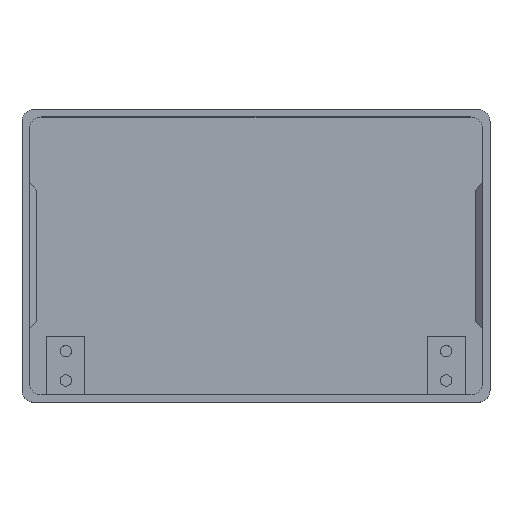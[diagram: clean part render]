
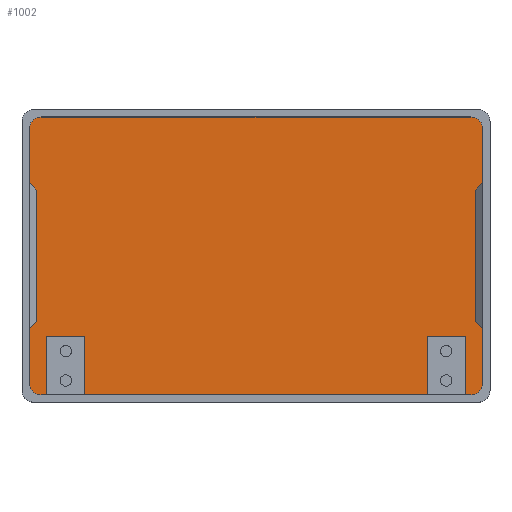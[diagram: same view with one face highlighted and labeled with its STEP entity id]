
A CAD part, top view. The second image highlights one B-rep face of the part: STEP entity #1002.
In plain terms, the highlighted planar face has unit normal (0, 0, 1).
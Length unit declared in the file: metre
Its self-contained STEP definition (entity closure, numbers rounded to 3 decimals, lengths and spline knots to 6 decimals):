
#24=CIRCLE('',#1072,0.004);
#25=CIRCLE('',#1073,0.004);
#26=CIRCLE('',#1074,0.004);
#27=CIRCLE('',#1075,0.004);
#96=ORIENTED_EDGE('',*,*,#384,.F.);
#97=ORIENTED_EDGE('',*,*,#385,.T.);
#98=ORIENTED_EDGE('',*,*,#386,.T.);
#99=ORIENTED_EDGE('',*,*,#367,.F.);
#100=ORIENTED_EDGE('',*,*,#387,.T.);
#101=ORIENTED_EDGE('',*,*,#388,.F.);
#102=ORIENTED_EDGE('',*,*,#389,.T.);
#103=ORIENTED_EDGE('',*,*,#346,.T.);
#104=ORIENTED_EDGE('',*,*,#390,.F.);
#105=ORIENTED_EDGE('',*,*,#343,.T.);
#106=ORIENTED_EDGE('',*,*,#391,.T.);
#107=ORIENTED_EDGE('',*,*,#350,.T.);
#108=ORIENTED_EDGE('',*,*,#392,.T.);
#109=ORIENTED_EDGE('',*,*,#393,.T.);
#110=ORIENTED_EDGE('',*,*,#394,.T.);
#111=ORIENTED_EDGE('',*,*,#370,.F.);
#112=ORIENTED_EDGE('',*,*,#395,.F.);
#113=ORIENTED_EDGE('',*,*,#396,.F.);
#114=ORIENTED_EDGE('',*,*,#397,.T.);
#115=ORIENTED_EDGE('',*,*,#355,.F.);
#343=EDGE_CURVE('',#485,#487,#583,.T.);
#346=EDGE_CURVE('',#491,#490,#586,.T.);
#350=EDGE_CURVE('',#495,#494,#590,.T.);
#355=EDGE_CURVE('',#499,#500,#595,.T.);
#367=EDGE_CURVE('',#511,#509,#607,.T.);
#370=EDGE_CURVE('',#514,#515,#610,.T.);
#384=EDGE_CURVE('',#528,#499,#624,.T.);
#385=EDGE_CURVE('',#528,#529,#625,.T.);
#386=EDGE_CURVE('',#529,#509,#626,.T.);
#387=EDGE_CURVE('',#511,#530,#24,.T.);
#388=EDGE_CURVE('',#531,#530,#627,.T.);
#389=EDGE_CURVE('',#531,#491,#25,.T.);
#390=EDGE_CURVE('',#485,#490,#628,.T.);
#391=EDGE_CURVE('',#487,#495,#629,.T.);
#392=EDGE_CURVE('',#494,#532,#26,.T.);
#393=EDGE_CURVE('',#532,#533,#630,.T.);
#394=EDGE_CURVE('',#533,#515,#27,.T.);
#395=EDGE_CURVE('',#534,#514,#631,.T.);
#396=EDGE_CURVE('',#535,#534,#632,.T.);
#397=EDGE_CURVE('',#535,#500,#633,.T.);
#485=VERTEX_POINT('',#1439);
#487=VERTEX_POINT('',#1443);
#490=VERTEX_POINT('',#1450);
#491=VERTEX_POINT('',#1452);
#494=VERTEX_POINT('',#1458);
#495=VERTEX_POINT('',#1460);
#499=VERTEX_POINT('',#1469);
#500=VERTEX_POINT('',#1471);
#509=VERTEX_POINT('',#1490);
#511=VERTEX_POINT('',#1494);
#514=VERTEX_POINT('',#1501);
#515=VERTEX_POINT('',#1503);
#528=VERTEX_POINT('',#1532);
#529=VERTEX_POINT('',#1534);
#530=VERTEX_POINT('',#1537);
#531=VERTEX_POINT('',#1539);
#532=VERTEX_POINT('',#1544);
#533=VERTEX_POINT('',#1546);
#534=VERTEX_POINT('',#1549);
#535=VERTEX_POINT('',#1551);
#583=LINE('',#1444,#703);
#586=LINE('',#1451,#706);
#590=LINE('',#1459,#710);
#595=LINE('',#1470,#715);
#607=LINE('',#1495,#727);
#610=LINE('',#1502,#730);
#624=LINE('',#1531,#744);
#625=LINE('',#1533,#745);
#626=LINE('',#1535,#746);
#627=LINE('',#1538,#747);
#628=LINE('',#1541,#748);
#629=LINE('',#1542,#749);
#630=LINE('',#1545,#750);
#631=LINE('',#1548,#751);
#632=LINE('',#1550,#752);
#633=LINE('',#1552,#753);
#703=VECTOR('',#1156,1.);
#706=VECTOR('',#1161,1.);
#710=VECTOR('',#1165,1.);
#715=VECTOR('',#1172,1.);
#727=VECTOR('',#1186,1.);
#730=VECTOR('',#1191,1.);
#744=VECTOR('',#1209,1.);
#745=VECTOR('',#1210,1.);
#746=VECTOR('',#1211,1.);
#747=VECTOR('',#1214,1.);
#748=VECTOR('',#1217,1.);
#749=VECTOR('',#1218,1.);
#750=VECTOR('',#1221,1.);
#751=VECTOR('',#1224,1.);
#752=VECTOR('',#1225,1.);
#753=VECTOR('',#1226,1.);
#825=EDGE_LOOP('',(#96,#97,#98,#99,#100,#101,#102,#103,#104,#105,#106,#107,
#108,#109,#110,#111,#112,#113,#114,#115));
#893=FACE_BOUND('',#825,.T.);
#958=PLANE('',#1071);
#1002=ADVANCED_FACE('',(#893),#958,.T.);
#1071=AXIS2_PLACEMENT_3D('',#1530,#1207,#1208);
#1072=AXIS2_PLACEMENT_3D('',#1536,#1212,#1213);
#1073=AXIS2_PLACEMENT_3D('',#1540,#1215,#1216);
#1074=AXIS2_PLACEMENT_3D('',#1543,#1219,#1220);
#1075=AXIS2_PLACEMENT_3D('',#1547,#1222,#1223);
#1156=DIRECTION('',(-1.,0.,0.));
#1161=DIRECTION('',(-1.,0.,0.));
#1165=DIRECTION('',(-1.,0.,0.));
#1172=DIRECTION('',(-1.,0.,0.));
#1186=DIRECTION('',(-1.,0.,0.));
#1191=DIRECTION('',(-1.,0.,0.));
#1207=DIRECTION('',(0.,0.,1.));
#1208=DIRECTION('',(1.,0.,0.));
#1209=DIRECTION('',(0.,-1.,0.));
#1210=DIRECTION('',(1.,0.,0.));
#1211=DIRECTION('',(0.,-1.,0.));
#1212=DIRECTION('',(0.,0.,1.));
#1213=DIRECTION('',(1.,0.,0.));
#1214=DIRECTION('',(0.,-1.,0.));
#1215=DIRECTION('',(0.,0.,1.));
#1216=DIRECTION('',(1.,0.,0.));
#1217=DIRECTION('',(0.,-1.,0.));
#1218=DIRECTION('',(0.,-1.,0.));
#1219=DIRECTION('',(0.,0.,1.));
#1220=DIRECTION('',(1.,0.,0.));
#1221=DIRECTION('',(0.,-1.,0.));
#1222=DIRECTION('',(0.,0.,1.));
#1223=DIRECTION('',(1.,0.,0.));
#1224=DIRECTION('',(0.,-1.,0.));
#1225=DIRECTION('',(-1.,0.,0.));
#1226=DIRECTION('',(0.,-1.,0.));
#1439=CARTESIAN_POINT('',(0.01,0.05,0.0025));
#1443=CARTESIAN_POINT('',(-0.01,0.05,0.0025));
#1444=CARTESIAN_POINT('',(0.,0.05,0.0025));
#1450=CARTESIAN_POINT('',(0.01,0.0475,0.0025));
#1451=CARTESIAN_POINT('',(0.,0.0475,0.0025));
#1452=CARTESIAN_POINT('',(0.0735,0.0475,0.0025));
#1458=CARTESIAN_POINT('',(-0.0735,0.0475,0.0025));
#1459=CARTESIAN_POINT('',(0.,0.0475,0.0025));
#1460=CARTESIAN_POINT('',(-0.01,0.0475,0.0025));
#1469=CARTESIAN_POINT('',(0.0585,-0.0475,0.0025));
#1470=CARTESIAN_POINT('',(0.,-0.0475,0.0025));
#1471=CARTESIAN_POINT('',(-0.0585,-0.0475,0.0025));
#1490=CARTESIAN_POINT('',(0.0715,-0.0475,0.0025));
#1494=CARTESIAN_POINT('',(0.0735,-0.0475,0.0025));
#1495=CARTESIAN_POINT('',(0.,-0.0475,0.0025));
#1501=CARTESIAN_POINT('',(-0.0715,-0.0475,0.0025));
#1502=CARTESIAN_POINT('',(0.,-0.0475,0.0025));
#1503=CARTESIAN_POINT('',(-0.0735,-0.0475,0.0025));
#1530=CARTESIAN_POINT('',(0.,0.,0.0025));
#1531=CARTESIAN_POINT('',(0.0585,-0.0375,0.0025));
#1532=CARTESIAN_POINT('',(0.0585,-0.0275,0.0025));
#1533=CARTESIAN_POINT('',(0.065,-0.0275,0.0025));
#1534=CARTESIAN_POINT('',(0.0715,-0.0275,0.0025));
#1535=CARTESIAN_POINT('',(0.0715,-0.0375,0.0025));
#1536=CARTESIAN_POINT('',(0.0735,-0.0435,0.0025));
#1537=CARTESIAN_POINT('',(0.0775,-0.0435,0.0025));
#1538=CARTESIAN_POINT('',(0.0775,0.,0.0025));
#1539=CARTESIAN_POINT('',(0.0775,0.0435,0.0025));
#1540=CARTESIAN_POINT('',(0.0735,0.0435,0.0025));
#1541=CARTESIAN_POINT('',(0.01,0.05,0.0025));
#1542=CARTESIAN_POINT('',(-0.01,0.05,0.0025));
#1543=CARTESIAN_POINT('',(-0.0735,0.0435,0.0025));
#1544=CARTESIAN_POINT('',(-0.0775,0.0435,0.0025));
#1545=CARTESIAN_POINT('',(-0.0775,0.,0.0025));
#1546=CARTESIAN_POINT('',(-0.0775,-0.0435,0.0025));
#1547=CARTESIAN_POINT('',(-0.0735,-0.0435,0.0025));
#1548=CARTESIAN_POINT('',(-0.0715,-0.0375,0.0025));
#1549=CARTESIAN_POINT('',(-0.0715,-0.0275,0.0025));
#1550=CARTESIAN_POINT('',(-0.065,-0.0275,0.0025));
#1551=CARTESIAN_POINT('',(-0.0585,-0.0275,0.0025));
#1552=CARTESIAN_POINT('',(-0.0585,-0.0375,0.0025));
